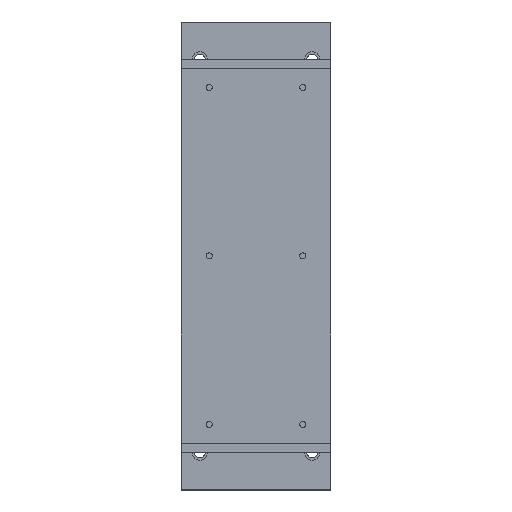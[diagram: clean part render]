
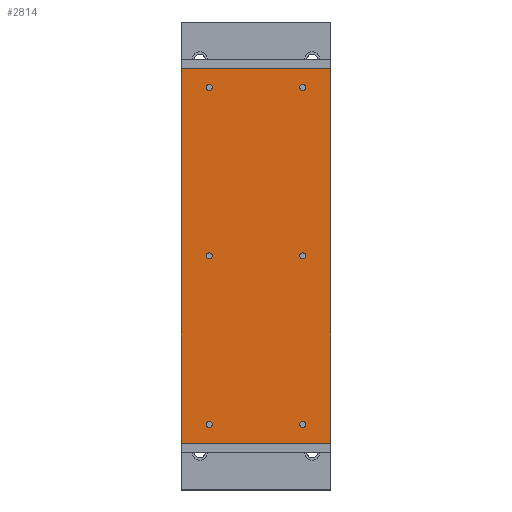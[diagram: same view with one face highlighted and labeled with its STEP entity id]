
A CAD part, top view. The second image highlights one B-rep face of the part: STEP entity #2814.
In plain terms, the highlighted planar face has unit normal (0, 0, 1).
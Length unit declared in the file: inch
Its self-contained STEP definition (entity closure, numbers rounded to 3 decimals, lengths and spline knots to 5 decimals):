
#1828=CARTESIAN_POINT('',(-1.168,-4.5,0.4515));
#1829=VERTEX_POINT('',#1828);
#1845=CARTESIAN_POINT('',(-1.332,-4.5,0.4515));
#1846=VERTEX_POINT('',#1845);
#1853=CARTESIAN_POINT('',(-1.25,-4.5,0.4515));
#1854=DIRECTION('',(0.0,0.0,-1.0));
#1855=DIRECTION('',(1.0,0.0,0.0));
#1856=AXIS2_PLACEMENT_3D('',#1853,#1854,#1855);
#1857=CIRCLE('',#1856,0.082);
#1858=EDGE_CURVE('',#1829,#1846,#1857,.T.);
#1891=CARTESIAN_POINT('',(1.332,4.5,0.4515));
#1892=VERTEX_POINT('',#1891);
#1908=CARTESIAN_POINT('',(1.168,4.5,0.4515));
#1909=VERTEX_POINT('',#1908);
#1916=CARTESIAN_POINT('',(1.25,4.5,0.4515));
#1917=DIRECTION('',(0.0,0.0,-1.0));
#1918=DIRECTION('',(1.0,0.0,0.0));
#1919=AXIS2_PLACEMENT_3D('',#1916,#1917,#1918);
#1920=CIRCLE('',#1919,0.082);
#1921=EDGE_CURVE('',#1892,#1909,#1920,.T.);
#1954=CARTESIAN_POINT('',(1.332,-4.5,0.4515));
#1955=VERTEX_POINT('',#1954);
#1971=CARTESIAN_POINT('',(1.168,-4.5,0.4515));
#1972=VERTEX_POINT('',#1971);
#1979=CARTESIAN_POINT('',(1.25,-4.5,0.4515));
#1980=DIRECTION('',(0.0,0.0,-1.0));
#1981=DIRECTION('',(1.0,0.0,0.0));
#1982=AXIS2_PLACEMENT_3D('',#1979,#1980,#1981);
#1983=CIRCLE('',#1982,0.082);
#1984=EDGE_CURVE('',#1955,#1972,#1983,.T.);
#2017=CARTESIAN_POINT('',(-1.168,0.0,0.4515));
#2018=VERTEX_POINT('',#2017);
#2034=CARTESIAN_POINT('',(-1.332,0.,0.4515));
#2035=VERTEX_POINT('',#2034);
#2042=CARTESIAN_POINT('',(-1.25,0.0,0.4515));
#2043=DIRECTION('',(0.0,0.0,-1.0));
#2044=DIRECTION('',(1.0,0.0,0.0));
#2045=AXIS2_PLACEMENT_3D('',#2042,#2043,#2044);
#2046=CIRCLE('',#2045,0.082);
#2047=EDGE_CURVE('',#2018,#2035,#2046,.T.);
#2080=CARTESIAN_POINT('',(1.332,0.0,0.4515));
#2081=VERTEX_POINT('',#2080);
#2097=CARTESIAN_POINT('',(1.168,0.,0.4515));
#2098=VERTEX_POINT('',#2097);
#2105=CARTESIAN_POINT('',(1.25,0.0,0.4515));
#2106=DIRECTION('',(0.0,0.0,-1.0));
#2107=DIRECTION('',(1.0,0.0,0.0));
#2108=AXIS2_PLACEMENT_3D('',#2105,#2106,#2107);
#2109=CIRCLE('',#2108,0.082);
#2110=EDGE_CURVE('',#2081,#2098,#2109,.T.);
#2143=CARTESIAN_POINT('',(-1.168,4.5,0.4515));
#2144=VERTEX_POINT('',#2143);
#2160=CARTESIAN_POINT('',(-1.332,4.5,0.4515));
#2161=VERTEX_POINT('',#2160);
#2168=CARTESIAN_POINT('',(-1.25,4.5,0.4515));
#2169=DIRECTION('',(0.0,0.0,-1.0));
#2170=DIRECTION('',(1.0,0.0,0.0));
#2171=AXIS2_PLACEMENT_3D('',#2168,#2169,#2170);
#2172=CIRCLE('',#2171,0.082);
#2173=EDGE_CURVE('',#2144,#2161,#2172,.T.);
#2205=CARTESIAN_POINT('',(-1.25,4.5,0.4515));
#2206=DIRECTION('',(0.0,0.0,-1.0));
#2207=DIRECTION('',(1.0,0.0,0.0));
#2208=AXIS2_PLACEMENT_3D('',#2205,#2206,#2207);
#2209=CIRCLE('',#2208,0.082);
#2210=EDGE_CURVE('',#2161,#2144,#2209,.T.);
#2250=CARTESIAN_POINT('',(1.25,0.0,0.4515));
#2251=DIRECTION('',(0.0,0.0,-1.0));
#2252=DIRECTION('',(1.0,0.0,0.0));
#2253=AXIS2_PLACEMENT_3D('',#2250,#2251,#2252);
#2254=CIRCLE('',#2253,0.082);
#2255=EDGE_CURVE('',#2098,#2081,#2254,.T.);
#2295=CARTESIAN_POINT('',(-1.25,0.0,0.4515));
#2296=DIRECTION('',(0.0,0.0,-1.0));
#2297=DIRECTION('',(1.0,0.0,0.0));
#2298=AXIS2_PLACEMENT_3D('',#2295,#2296,#2297);
#2299=CIRCLE('',#2298,0.082);
#2300=EDGE_CURVE('',#2035,#2018,#2299,.T.);
#2340=CARTESIAN_POINT('',(1.25,-4.5,0.4515));
#2341=DIRECTION('',(0.0,0.0,-1.0));
#2342=DIRECTION('',(1.0,0.0,0.0));
#2343=AXIS2_PLACEMENT_3D('',#2340,#2341,#2342);
#2344=CIRCLE('',#2343,0.082);
#2345=EDGE_CURVE('',#1972,#1955,#2344,.T.);
#2385=CARTESIAN_POINT('',(1.25,4.5,0.4515));
#2386=DIRECTION('',(0.0,0.0,-1.0));
#2387=DIRECTION('',(1.0,0.0,0.0));
#2388=AXIS2_PLACEMENT_3D('',#2385,#2386,#2387);
#2389=CIRCLE('',#2388,0.082);
#2390=EDGE_CURVE('',#1909,#1892,#2389,.T.);
#2430=CARTESIAN_POINT('',(-1.25,-4.5,0.4515));
#2431=DIRECTION('',(0.0,0.0,-1.0));
#2432=DIRECTION('',(1.0,0.0,0.0));
#2433=AXIS2_PLACEMENT_3D('',#2430,#2431,#2432);
#2434=CIRCLE('',#2433,0.082);
#2435=EDGE_CURVE('',#1846,#1829,#2434,.T.);
#2734=CARTESIAN_POINT('',(2.,5.0,0.4515));
#2735=VERTEX_POINT('',#2734);
#2742=CARTESIAN_POINT('',(2.,-5.0,0.4515));
#2743=VERTEX_POINT('',#2742);
#2744=CARTESIAN_POINT('',(2.,-5.0,0.4515));
#2745=DIRECTION('',(0.0,1.0,0.0));
#2746=VECTOR('',#2745,10.0);
#2747=LINE('',#2744,#2746);
#2748=EDGE_CURVE('',#2743,#2735,#2747,.T.);
#2760=CARTESIAN_POINT('',(2.,-5.0,0.4515));
#2761=DIRECTION('',(0.0,0.0,1.0));
#2762=DIRECTION('',(1.0,0.0,0.0));
#2763=AXIS2_PLACEMENT_3D('',#2760,#2761,#2762);
#2764=PLANE('',#2763);
#2765=CARTESIAN_POINT('',(-2.,5.0,0.4515));
#2766=VERTEX_POINT('',#2765);
#2767=CARTESIAN_POINT('',(2.,5.0,0.4515));
#2768=DIRECTION('',(-1.0,0.0,0.0));
#2769=VECTOR('',#2768,4.);
#2770=LINE('',#2767,#2769);
#2771=EDGE_CURVE('',#2735,#2766,#2770,.T.);
#2772=ORIENTED_EDGE('',*,*,#2771,.T.);
#2773=CARTESIAN_POINT('',(-2.,-5.0,0.4515));
#2774=VERTEX_POINT('',#2773);
#2775=CARTESIAN_POINT('',(-2.,-5.0,0.4515));
#2776=DIRECTION('',(0.0,1.0,0.0));
#2777=VECTOR('',#2776,10.0);
#2778=LINE('',#2775,#2777);
#2779=EDGE_CURVE('',#2774,#2766,#2778,.T.);
#2780=ORIENTED_EDGE('',*,*,#2779,.F.);
#2781=CARTESIAN_POINT('',(2.,-5.0,0.4515));
#2782=DIRECTION('',(-1.0,0.0,0.0));
#2783=VECTOR('',#2782,4.);
#2784=LINE('',#2781,#2783);
#2785=EDGE_CURVE('',#2743,#2774,#2784,.T.);
#2786=ORIENTED_EDGE('',*,*,#2785,.F.);
#2787=ORIENTED_EDGE('',*,*,#2748,.T.);
#2788=EDGE_LOOP('',(#2772,#2780,#2786,#2787));
#2789=FACE_OUTER_BOUND('',#2788,.T.);
#2790=ORIENTED_EDGE('',*,*,#2173,.T.);
#2791=ORIENTED_EDGE('',*,*,#2210,.T.);
#2792=EDGE_LOOP('',(#2790,#2791));
#2793=FACE_BOUND('',#2792,.T.);
#2794=ORIENTED_EDGE('',*,*,#2110,.T.);
#2795=ORIENTED_EDGE('',*,*,#2255,.T.);
#2796=EDGE_LOOP('',(#2794,#2795));
#2797=FACE_BOUND('',#2796,.T.);
#2798=ORIENTED_EDGE('',*,*,#2047,.T.);
#2799=ORIENTED_EDGE('',*,*,#2300,.T.);
#2800=EDGE_LOOP('',(#2798,#2799));
#2801=FACE_BOUND('',#2800,.T.);
#2802=ORIENTED_EDGE('',*,*,#1984,.T.);
#2803=ORIENTED_EDGE('',*,*,#2345,.T.);
#2804=EDGE_LOOP('',(#2802,#2803));
#2805=FACE_BOUND('',#2804,.T.);
#2806=ORIENTED_EDGE('',*,*,#1921,.T.);
#2807=ORIENTED_EDGE('',*,*,#2390,.T.);
#2808=EDGE_LOOP('',(#2806,#2807));
#2809=FACE_BOUND('',#2808,.T.);
#2810=ORIENTED_EDGE('',*,*,#1858,.T.);
#2811=ORIENTED_EDGE('',*,*,#2435,.T.);
#2812=EDGE_LOOP('',(#2810,#2811));
#2813=FACE_BOUND('',#2812,.T.);
#2814=ADVANCED_FACE('',(#2789,#2793,#2797,#2801,#2805,#2809,#2813),#2764,.T.);
